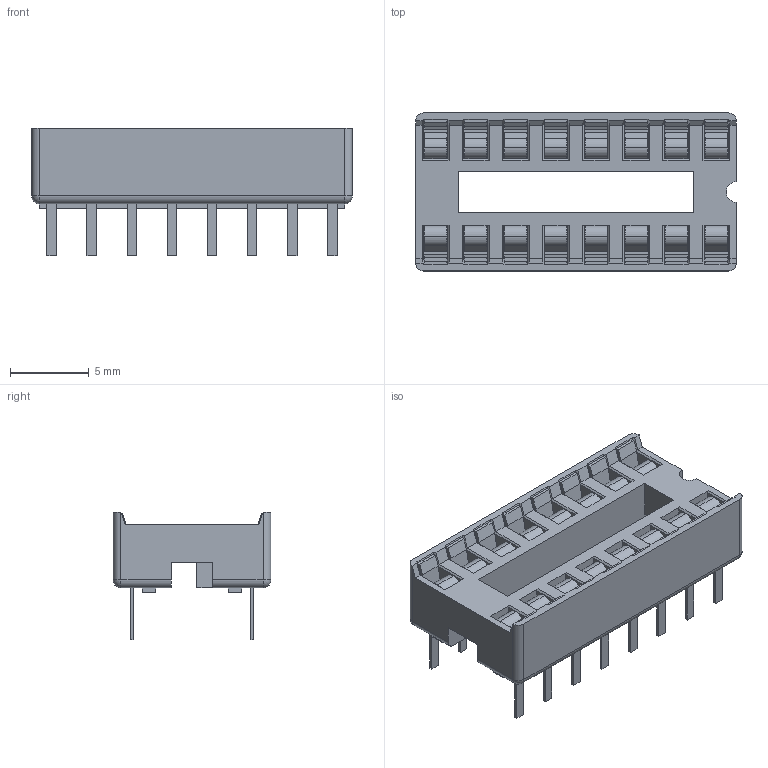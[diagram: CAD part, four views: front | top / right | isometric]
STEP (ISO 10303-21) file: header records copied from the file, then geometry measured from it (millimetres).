
FILE_DESCRIPTION(('STEP AP242'),'1');
FILE_NAME('1-2199298-4.stp','2022-08-21T23:00:17',('TraceParts'),('TraceParts S.A.'),'Spatial InterOp 3D',' ',' ');
FILE_SCHEMA(('AP242_MANAGED_MODEL_BASED_3D_ENGINEERING_MIM_LF {1 0 10303 442 1 1 4}'));
Length unit declared in the file: millimetre
Products named in the file (1): 1-2199298-4
Bounding box: 20.32 x 10 x 8.1 mm (x, y, z)
Volume: 629.3 mm3; surface area: 1088 mm2
Topology: 1 solids, 1 shells, 556 faces, 1561 edges, 1006 vertices
Faces by surface type: plane 476, cylinder 76, sphere 4
Entity records: 17628 total; most frequent: CARTESIAN_POINT 3124, ORIENTED_EDGE 3122, DIRECTION 2827, EDGE_CURVE 1561, LINE 1409, VECTOR 1409, VERTEX_POINT 1006, AXIS2_PLACEMENT_3D 709
